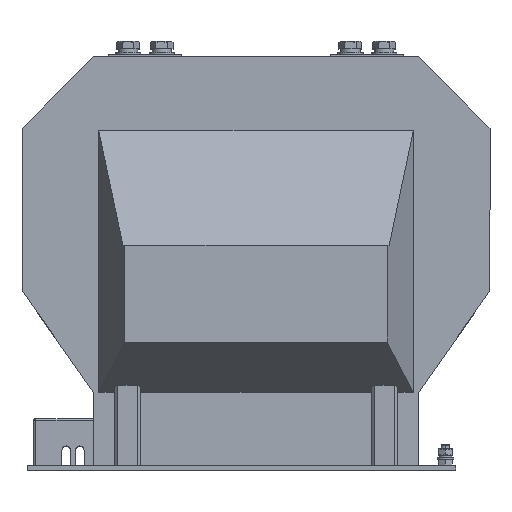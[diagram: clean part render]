
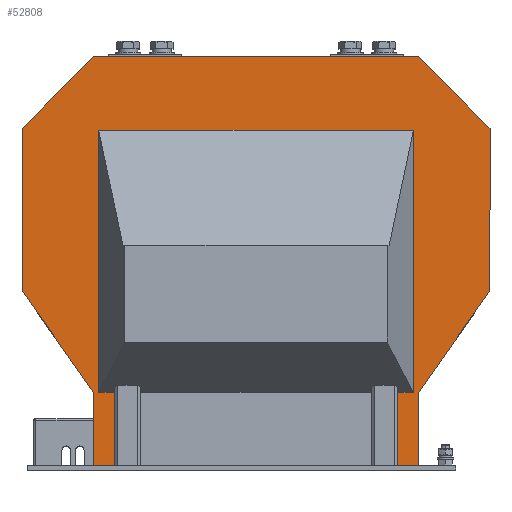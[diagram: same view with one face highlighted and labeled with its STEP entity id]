
A CAD part, top view. The second image highlights one B-rep face of the part: STEP entity #52808.
In plain terms, the highlighted planar face has unit normal (0, 0, 1).
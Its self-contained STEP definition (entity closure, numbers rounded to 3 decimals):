
#82 = ORIENTED_EDGE ( 'NONE', *, *, #1916, .T. ) ;
#153 = ORIENTED_EDGE ( 'NONE', *, *, #49094, .T. ) ;
#985 = LINE ( 'NONE', #19114, #53731 ) ;
#1132 = EDGE_CURVE ( 'NONE', #35034, #14467, #49575, .T. ) ;
#1225 = VECTOR ( 'NONE', #29674, 1000. ) ;
#1403 = LINE ( 'NONE', #19551, #30692 ) ;
#1695 = CARTESIAN_POINT ( 'NONE',  ( 163.452, 441.861, 578.403 ) ) ;
#1916 = EDGE_CURVE ( 'NONE', #37407, #10301, #16078, .T. ) ;
#2289 = VERTEX_POINT ( 'NONE', #22557 ) ;
#3163 = LINE ( 'NONE', #21320, #49551 ) ;
#3479 = LINE ( 'NONE', #21628, #17167 ) ;
#3693 = ORIENTED_EDGE ( 'NONE', *, *, #56682, .T. ) ;
#4041 = CARTESIAN_POINT ( 'NONE',  ( 231.452, 373.861, 578.403 ) ) ;
#4180 = LINE ( 'NONE', #22355, #29985 ) ;
#4255 = LINE ( 'NONE', #22429, #50857 ) ;
#5686 = ORIENTED_EDGE ( 'NONE', *, *, #1132, .T. ) ;
#5796 = ORIENTED_EDGE ( 'NONE', *, *, #6590, .T. ) ;
#6160 = ORIENTED_EDGE ( 'NONE', *, *, #7186, .F. ) ;
#6590 = EDGE_CURVE ( 'NONE', #9301, #28221, #3479, .T. ) ;
#7186 = EDGE_CURVE ( 'NONE', #29958, #14467, #54944, .T. ) ;
#7209 = CARTESIAN_POINT ( 'NONE',  ( 231.452, 218.976, 578.403 ) ) ;
#8006 = CARTESIAN_POINT ( 'NONE',  ( -141.548, 121.861, 578.403 ) ) ;
#8581 = CARTESIAN_POINT ( 'NONE',  ( 163.452, 51.861, 578.403 ) ) ;
#9301 = VERTEX_POINT ( 'NONE', #57970 ) ;
#9362 = VERTEX_POINT ( 'NONE', #35796 ) ;
#10301 = VERTEX_POINT ( 'NONE', #45122 ) ;
#10324 = PLANE ( 'NONE',  #46361 ) ;
#10687 = ORIENTED_EDGE ( 'NONE', *, *, #38194, .T. ) ;
#10953 = CARTESIAN_POINT ( 'NONE',  ( 143.452, 121.861, 578.403 ) ) ;
#11280 = CARTESIAN_POINT ( 'NONE',  ( -214.548, 373.861, 578.403 ) ) ;
#11440 = CARTESIAN_POINT ( 'NONE',  ( 163.452, 441.861, 578.403 ) ) ;
#11875 = VECTOR ( 'NONE', #29511, 1000. ) ;
#12294 = EDGE_CURVE ( 'NONE', #31545, #37407, #52281, .T. ) ;
#12703 = CARTESIAN_POINT ( 'NONE',  ( -214.548, 218.976, 578.403 ) ) ;
#12841 = CARTESIAN_POINT ( 'NONE',  ( -126.548, 51.861, 578.403 ) ) ;
#13117 = ORIENTED_EDGE ( 'NONE', *, *, #52197, .F. ) ;
#13745 = VERTEX_POINT ( 'NONE', #32816 ) ;
#13940 = CARTESIAN_POINT ( 'NONE',  ( 163.452, 441.861, 578.403 ) ) ;
#14467 = VERTEX_POINT ( 'NONE', #16916 ) ;
#14645 = CARTESIAN_POINT ( 'NONE',  ( 163.452, 441.861, 578.403 ) ) ;
#14991 = CARTESIAN_POINT ( 'NONE',  ( 158.452, 121.861, 578.403 ) ) ;
#16078 = LINE ( 'NONE', #34346, #45237 ) ;
#16222 = CARTESIAN_POINT ( 'NONE',  ( 143.452, 141.861, 578.403 ) ) ;
#16916 = CARTESIAN_POINT ( 'NONE',  ( 163.452, 51.861, 578.403 ) ) ;
#17167 = VECTOR ( 'NONE', #39892, 1000. ) ;
#17396 = VECTOR ( 'NONE', #55093, 1000. ) ;
#17537 = LINE ( 'NONE', #35830, #25286 ) ;
#17806 = CARTESIAN_POINT ( 'NONE',  ( 231.452, 371.861, 578.403 ) ) ;
#18448 = EDGE_CURVE ( 'NONE', #2289, #13745, #4180, .T. ) ;
#18518 = LINE ( 'NONE', #36804, #17396 ) ;
#19114 = CARTESIAN_POINT ( 'NONE',  ( -146.548, 441.861, 578.403 ) ) ;
#19551 = CARTESIAN_POINT ( 'NONE',  ( 231.452, 218.976, 578.403 ) ) ;
#19692 = CARTESIAN_POINT ( 'NONE',  ( -146.548, 441.861, 578.403 ) ) ;
#19797 = VERTEX_POINT ( 'NONE', #7209 ) ;
#19828 = DIRECTION ( 'NONE',  ( 0., 0., -1. ) ) ;
#20208 = CARTESIAN_POINT ( 'NONE',  ( 158.452, 371.861, 578.403 ) ) ;
#20520 = VERTEX_POINT ( 'NONE', #12841 ) ;
#20774 = EDGE_CURVE ( 'NONE', #43498, #40625, #58817, .T. ) ;
#21320 = CARTESIAN_POINT ( 'NONE',  ( -141.548, 121.861, 578.403 ) ) ;
#21439 = ORIENTED_EDGE ( 'NONE', *, *, #12294, .T. ) ;
#21532 = VECTOR ( 'NONE', #32180, 1000. ) ;
#21628 = CARTESIAN_POINT ( 'NONE',  ( 163.452, 441.861, 578.403 ) ) ;
#22211 = DIRECTION ( 'NONE',  ( 0., 1., 0. ) ) ;
#22355 = CARTESIAN_POINT ( 'NONE',  ( -141.548, 121.861, 578.403 ) ) ;
#22429 = CARTESIAN_POINT ( 'NONE',  ( 163.452, 51.861, 578.403 ) ) ;
#22557 = CARTESIAN_POINT ( 'NONE',  ( -126.548, 121.861, 578.403 ) ) ;
#23165 = VECTOR ( 'NONE', #26204, 1000. ) ;
#23932 = VECTOR ( 'NONE', #22211, 1000. ) ;
#25044 = ORIENTED_EDGE ( 'NONE', *, *, #42890, .T. ) ;
#25286 = VECTOR ( 'NONE', #54097, 1000. ) ;
#26204 = DIRECTION ( 'NONE',  ( -1., 0., 0. ) ) ;
#26798 = DIRECTION ( 'NONE',  ( 1., 0., 0. ) ) ;
#28221 = VERTEX_POINT ( 'NONE', #14645 ) ;
#29511 = DIRECTION ( 'NONE',  ( 0., -1., 0. ) ) ;
#29674 = DIRECTION ( 'NONE',  ( 1., 0., 0. ) ) ;
#29703 = EDGE_LOOP ( 'NONE', ( #3693, #5686, #6160, #32988, #153, #5796, #43065, #52653, #21439, #82, #52419, #10687, #36935, #48241, #25044, #39573, #13117, #45319 ) ) ;
#29958 = VERTEX_POINT ( 'NONE', #38664 ) ;
#29985 = VECTOR ( 'NONE', #40641, 1000. ) ;
#30692 = VECTOR ( 'NONE', #37845, 1000. ) ;
#31545 = VERTEX_POINT ( 'NONE', #42607 ) ;
#31989 = VECTOR ( 'NONE', #36076, 1000. ) ;
#32180 = DIRECTION ( 'NONE',  ( 0., -1., 0. ) ) ;
#32816 = CARTESIAN_POINT ( 'NONE',  ( -141.548, 121.861, 578.403 ) ) ;
#32926 = CARTESIAN_POINT ( 'NONE',  ( 143.452, 51.861, 578.403 ) ) ;
#32988 = ORIENTED_EDGE ( 'NONE', *, *, #46598, .T. ) ;
#33172 = EDGE_CURVE ( 'NONE', #52526, #28221, #52431, .T. ) ;
#33249 = DIRECTION ( 'NONE',  ( 0., 1., 0. ) ) ;
#34114 = CARTESIAN_POINT ( 'NONE',  ( -141.548, 371.861, 578.403 ) ) ;
#34172 = EDGE_CURVE ( 'NONE', #52526, #31545, #18518, .T. ) ;
#34346 = CARTESIAN_POINT ( 'NONE',  ( -214.548, 218.976, 578.403 ) ) ;
#34499 = DIRECTION ( 'NONE',  ( 0., -1., 0. ) ) ;
#35034 = VERTEX_POINT ( 'NONE', #32926 ) ;
#35360 = EDGE_CURVE ( 'NONE', #2289, #20520, #17537, .T. ) ;
#35796 = CARTESIAN_POINT ( 'NONE',  ( -146.548, 51.861, 578.403 ) ) ;
#35830 = CARTESIAN_POINT ( 'NONE',  ( -126.548, 141.861, 578.403 ) ) ;
#36076 = DIRECTION ( 'NONE',  ( -1., 0., 0. ) ) ;
#36480 = CARTESIAN_POINT ( 'NONE',  ( 158.452, 121.861, 578.403 ) ) ;
#36804 = CARTESIAN_POINT ( 'NONE',  ( -146.548, 441.861, 578.403 ) ) ;
#36935 = ORIENTED_EDGE ( 'NONE', *, *, #35360, .F. ) ;
#37407 = VERTEX_POINT ( 'NONE', #12703 ) ;
#37422 = DIRECTION ( 'NONE',  ( 0., -1., 0. ) ) ;
#37845 = DIRECTION ( 'NONE',  ( 0.574, 0.819, 0. ) ) ;
#38114 = DIRECTION ( 'NONE',  ( -1., 0., 0. ) ) ;
#38194 = EDGE_CURVE ( 'NONE', #9362, #20520, #4255, .T. ) ;
#38664 = CARTESIAN_POINT ( 'NONE',  ( 163.452, 121.861, 578.403 ) ) ;
#38716 = EDGE_CURVE ( 'NONE', #39625, #54015, #48958, .T. ) ;
#39573 = ORIENTED_EDGE ( 'NONE', *, *, #20774, .F. ) ;
#39610 = DIRECTION ( 'NONE',  ( 0., 1., 0. ) ) ;
#39625 = VERTEX_POINT ( 'NONE', #36480 ) ;
#39892 = DIRECTION ( 'NONE',  ( -0.707, 0.707, 0. ) ) ;
#40625 = VERTEX_POINT ( 'NONE', #34114 ) ;
#40641 = DIRECTION ( 'NONE',  ( -1., 0., 0. ) ) ;
#40712 = DIRECTION ( 'NONE',  ( 1., 0., 0. ) ) ;
#42607 = CARTESIAN_POINT ( 'NONE',  ( -214.548, 373.861, 578.403 ) ) ;
#42890 = EDGE_CURVE ( 'NONE', #13745, #40625, #3163, .T. ) ;
#43065 = ORIENTED_EDGE ( 'NONE', *, *, #33172, .F. ) ;
#43498 = VERTEX_POINT ( 'NONE', #20208 ) ;
#44680 = EDGE_CURVE ( 'NONE', #10301, #9362, #985, .T. ) ;
#44907 = VECTOR ( 'NONE', #34499, 1000. ) ;
#44949 = LINE ( 'NONE', #4041, #23932 ) ;
#45122 = CARTESIAN_POINT ( 'NONE',  ( -146.548, 121.861, 578.403 ) ) ;
#45237 = VECTOR ( 'NONE', #52600, 1000. ) ;
#45319 = ORIENTED_EDGE ( 'NONE', *, *, #38716, .T. ) ;
#46361 = AXIS2_PLACEMENT_3D ( 'NONE', #1695, #19828, #38114 ) ;
#46598 = EDGE_CURVE ( 'NONE', #29958, #19797, #1403, .T. ) ;
#48241 = ORIENTED_EDGE ( 'NONE', *, *, #18448, .T. ) ;
#48958 = LINE ( 'NONE', #8006, #23165 ) ;
#49094 = EDGE_CURVE ( 'NONE', #19797, #9301, #44949, .T. ) ;
#49156 = VECTOR ( 'NONE', #33249, 1000. ) ;
#49551 = VECTOR ( 'NONE', #39610, 1000. ) ;
#49575 = LINE ( 'NONE', #8581, #58083 ) ;
#50857 = VECTOR ( 'NONE', #40712, 1000. ) ;
#51299 = FACE_OUTER_BOUND ( 'NONE', #29703, .T. ) ;
#52197 = EDGE_CURVE ( 'NONE', #39625, #43498, #56002, .T. ) ;
#52281 = LINE ( 'NONE', #11280, #11875 ) ;
#52419 = ORIENTED_EDGE ( 'NONE', *, *, #44680, .T. ) ;
#52431 = LINE ( 'NONE', #11440, #1225 ) ;
#52526 = VERTEX_POINT ( 'NONE', #19692 ) ;
#52600 = DIRECTION ( 'NONE',  ( 0.574, -0.819, 0. ) ) ;
#52653 = ORIENTED_EDGE ( 'NONE', *, *, #34172, .T. ) ;
#52808 = ADVANCED_FACE ( 'NONE', ( #51299 ), #10324, .F. ) ;
#53731 = VECTOR ( 'NONE', #37422, 1000. ) ;
#54015 = VERTEX_POINT ( 'NONE', #10953 ) ;
#54097 = DIRECTION ( 'NONE',  ( 0., -1., 0. ) ) ;
#54944 = LINE ( 'NONE', #13940, #21532 ) ;
#55093 = DIRECTION ( 'NONE',  ( -0.707, -0.707, 0. ) ) ;
#56002 = LINE ( 'NONE', #14991, #49156 ) ;
#56682 = EDGE_CURVE ( 'NONE', #54015, #35034, #57245, .T. ) ;
#57245 = LINE ( 'NONE', #16222, #44907 ) ;
#57970 = CARTESIAN_POINT ( 'NONE',  ( 231.452, 373.861, 578.403 ) ) ;
#58083 = VECTOR ( 'NONE', #26798, 1000. ) ;
#58817 = LINE ( 'NONE', #17806, #31989 ) ;
